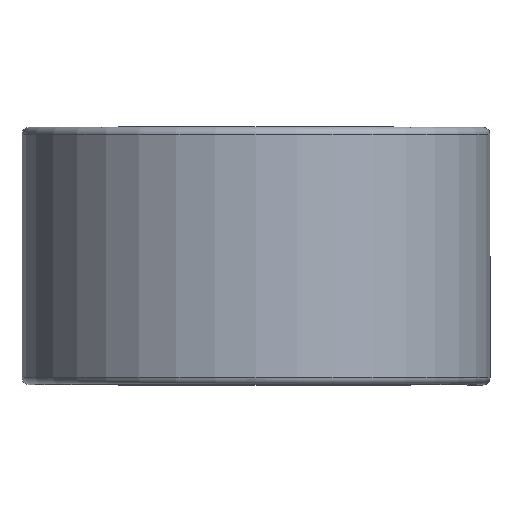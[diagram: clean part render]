
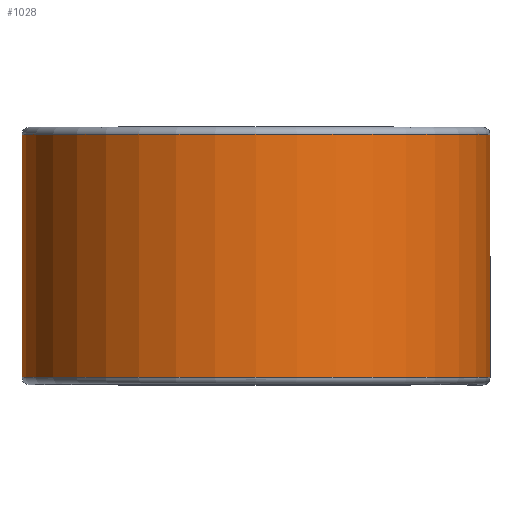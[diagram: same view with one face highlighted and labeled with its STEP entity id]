
A CAD part, top view. The second image highlights one B-rep face of the part: STEP entity #1028.
In plain terms, the highlighted cylindrical face has radius 24.536 mm (diameter 49.073 mm), a partial arc.
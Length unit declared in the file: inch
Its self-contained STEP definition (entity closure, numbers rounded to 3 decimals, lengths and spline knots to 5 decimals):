
#119 = VERTEX_POINT ( 'NONE', #1765 ) ;
#220 = ORIENTED_EDGE ( 'NONE', *, *, #1556, .F. ) ;
#235 = CIRCLE ( 'NONE', #1159, 0.966 ) ;
#646 = CARTESIAN_POINT ( 'NONE',  ( 0., 0.5, 0. ) ) ;
#648 = CARTESIAN_POINT ( 'NONE',  ( 0.966, 0.50125, 0. ) ) ;
#830 = VERTEX_POINT ( 'NONE', #1761 ) ;
#849 = DIRECTION ( 'NONE',  ( 0., -1., 0. ) ) ;
#885 = DIRECTION ( 'NONE',  ( 0., -1., 0. ) ) ;
#960 = FACE_OUTER_BOUND ( 'NONE', #2047, .T. ) ;
#1028 = ADVANCED_FACE ( 'NONE', ( #960 ), #2300, .T. ) ;
#1031 = AXIS2_PLACEMENT_3D ( 'NONE', #646, #1621, #1633 ) ;
#1129 = EDGE_CURVE ( 'NONE', #119, #2224, #235, .T. ) ;
#1135 = LINE ( 'NONE', #648, #1427 ) ;
#1159 = AXIS2_PLACEMENT_3D ( 'NONE', #1999, #885, #2192 ) ;
#1207 = VECTOR ( 'NONE', #1434, 39.37008 ) ;
#1235 = LINE ( 'NONE', #1965, #1207 ) ;
#1373 = CARTESIAN_POINT ( 'NONE',  ( 0., -0.50125, -0.966 ) ) ;
#1427 = VECTOR ( 'NONE', #2181, 39.37008 ) ;
#1434 = DIRECTION ( 'NONE',  ( 0., 1., 0. ) ) ;
#1525 = EDGE_CURVE ( 'NONE', #830, #2096, #1710, .T. ) ;
#1556 = EDGE_CURVE ( 'NONE', #2096, #2224, #1235, .T. ) ;
#1621 = DIRECTION ( 'NONE',  ( 0., -1., 0. ) ) ;
#1633 = DIRECTION ( 'NONE',  ( 0., 0., -1. ) ) ;
#1710 = CIRCLE ( 'NONE', #2185, 0.966 ) ;
#1761 = CARTESIAN_POINT ( 'NONE',  ( 0.966, -0.50125, 0. ) ) ;
#1765 = CARTESIAN_POINT ( 'NONE',  ( 0.966, 0.50125, 0. ) ) ;
#1781 = ORIENTED_EDGE ( 'NONE', *, *, #2247, .T. ) ;
#1816 = CARTESIAN_POINT ( 'NONE',  ( 0., 0.50125, -0.966 ) ) ;
#1958 = CARTESIAN_POINT ( 'NONE',  ( 0., -0.50125, 0. ) ) ;
#1965 = CARTESIAN_POINT ( 'NONE',  ( 0., 0.50125, -0.966 ) ) ;
#1999 = CARTESIAN_POINT ( 'NONE',  ( 0., 0.50125, 0. ) ) ;
#2047 = EDGE_LOOP ( 'NONE', ( #1781, #2324, #220, #2182 ) ) ;
#2096 = VERTEX_POINT ( 'NONE', #1373 ) ;
#2149 = DIRECTION ( 'NONE',  ( 0., 0., -1. ) ) ;
#2181 = DIRECTION ( 'NONE',  ( 0., 1., 0. ) ) ;
#2182 = ORIENTED_EDGE ( 'NONE', *, *, #1525, .F. ) ;
#2185 = AXIS2_PLACEMENT_3D ( 'NONE', #1958, #849, #2149 ) ;
#2192 = DIRECTION ( 'NONE',  ( 0., 0., -1. ) ) ;
#2224 = VERTEX_POINT ( 'NONE', #1816 ) ;
#2247 = EDGE_CURVE ( 'NONE', #830, #119, #1135, .T. ) ;
#2300 = CYLINDRICAL_SURFACE ( 'NONE', #1031, 0.966 ) ;
#2324 = ORIENTED_EDGE ( 'NONE', *, *, #1129, .T. ) ;
